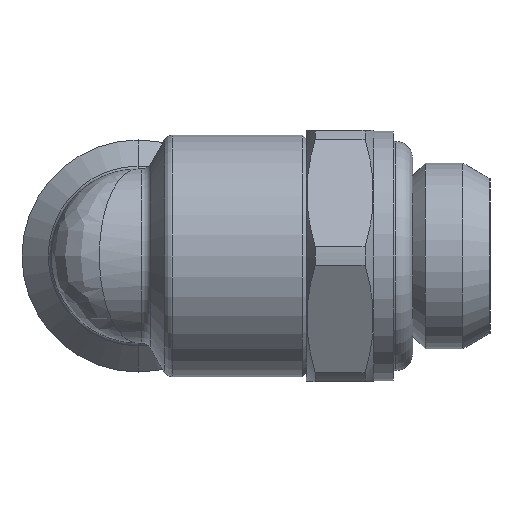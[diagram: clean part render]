
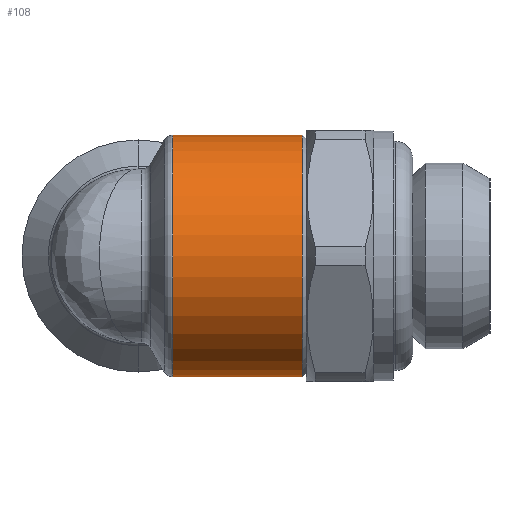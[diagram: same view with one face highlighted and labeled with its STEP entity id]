
A CAD part, left-side view. The second image highlights one B-rep face of the part: STEP entity #108.
In plain terms, the highlighted cylindrical face has radius 6.25 mm (diameter 12.5 mm), a partial arc.
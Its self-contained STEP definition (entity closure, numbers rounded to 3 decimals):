
#72 = EDGE_LOOP ( 'NONE', ( #94, #95, #97, #98 ) ) ;
#94 = ORIENTED_EDGE ( 'NONE', *, *, #2547, .F. ) ;
#95 = ORIENTED_EDGE ( 'NONE', *, *, #96, .T. ) ;
#96 = EDGE_CURVE ( 'NONE', #2636, #2633, #3352, .T. ) ;
#97 = ORIENTED_EDGE ( 'NONE', *, *, #3494, .T. ) ;
#98 = ORIENTED_EDGE ( 'NONE', *, *, #2599, .T. ) ;
#108 = ADVANCED_FACE ( 'NONE', ( #2377 ), #2478, .T. ) ;
#1217 = DIRECTION ( 'NONE',  ( 0., 0., -1. ) ) ;
#1218 = DIRECTION ( 'NONE',  ( 0., -1., 0. ) ) ;
#1219 = CARTESIAN_POINT ( 'NONE',  ( 0., -1.789, 0. ) ) ;
#1220 = AXIS2_PLACEMENT_3D ( 'NONE', #1219, #1218, #1217 ) ;
#1224 = CIRCLE ( 'NONE', #1220, 6.25 ) ;
#1250 = DIRECTION ( 'NONE',  ( 0., 1., 0. ) ) ;
#1251 = VECTOR ( 'NONE', #1250, 1000. ) ;
#1281 = LINE ( 'NONE', #1319, #1251 ) ;
#1283 = CARTESIAN_POINT ( 'NONE',  ( 0., -1.789, 6.25 ) ) ;
#1299 = CARTESIAN_POINT ( 'NONE',  ( 0., -1.789, -6.25 ) ) ;
#1319 = CARTESIAN_POINT ( 'NONE',  ( 0., 5.805, -6.25 ) ) ;
#1375 = CARTESIAN_POINT ( 'NONE',  ( 0., -8.5, -6.25 ) ) ;
#1422 = CARTESIAN_POINT ( 'NONE',  ( 0., -8.5, 6.25 ) ) ;
#1728 = VECTOR ( 'NONE', #1812, 1000. ) ;
#1729 = CARTESIAN_POINT ( 'NONE',  ( 0., 5.805, 6.25 ) ) ;
#1730 = LINE ( 'NONE', #1729, #1728 ) ;
#1812 = DIRECTION ( 'NONE',  ( 0., 1., 0. ) ) ;
#2377 = FACE_OUTER_BOUND ( 'NONE', #72, .T. ) ;
#2430 = CARTESIAN_POINT ( 'NONE',  ( 0., 5.805, 0. ) ) ;
#2478 = CYLINDRICAL_SURFACE ( 'NONE', #2533, 6.25 ) ;
#2531 = DIRECTION ( 'NONE',  ( 0., 0., 1. ) ) ;
#2532 = DIRECTION ( 'NONE',  ( 0., 1., 0. ) ) ;
#2533 = AXIS2_PLACEMENT_3D ( 'NONE', #2430, #2532, #2531 ) ;
#2547 = EDGE_CURVE ( 'NONE', #2636, #2602, #1281, .T. ) ;
#2549 = VERTEX_POINT ( 'NONE', #1283 ) ;
#2599 = EDGE_CURVE ( 'NONE', #2549, #2602, #1224, .T. ) ;
#2602 = VERTEX_POINT ( 'NONE', #1299 ) ;
#2633 = VERTEX_POINT ( 'NONE', #1422 ) ;
#2636 = VERTEX_POINT ( 'NONE', #1375 ) ;
#3338 = CARTESIAN_POINT ( 'NONE',  ( 0., -8.5, 0. ) ) ;
#3349 = DIRECTION ( 'NONE',  ( 0., 0., 1. ) ) ;
#3350 = DIRECTION ( 'NONE',  ( 0., 1., 0. ) ) ;
#3351 = AXIS2_PLACEMENT_3D ( 'NONE', #3338, #3350, #3349 ) ;
#3352 = CIRCLE ( 'NONE', #3351, 6.25 ) ;
#3494 = EDGE_CURVE ( 'NONE', #2633, #2549, #1730, .T. ) ;
